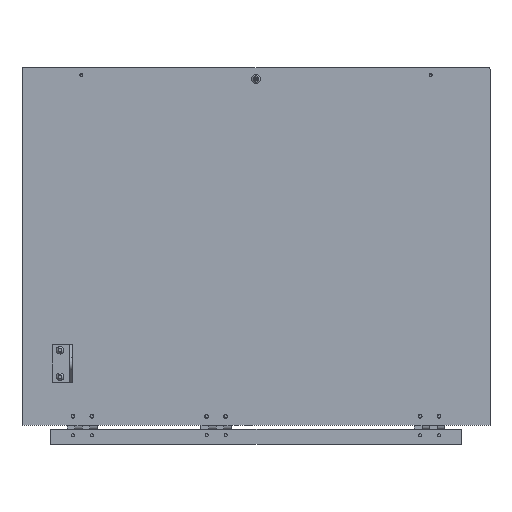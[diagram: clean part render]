
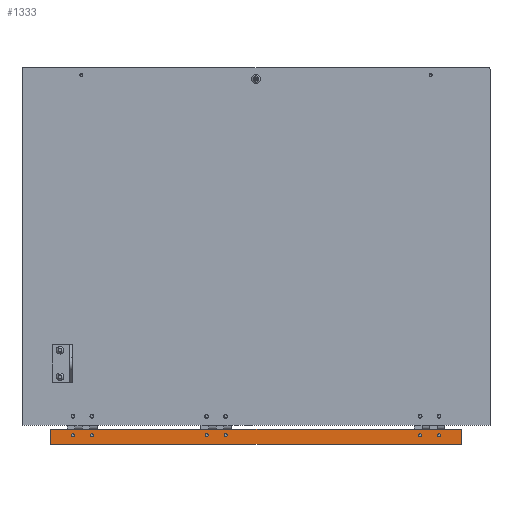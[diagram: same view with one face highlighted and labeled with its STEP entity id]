
A CAD part, front view. The second image highlights one B-rep face of the part: STEP entity #1333.
In plain terms, the highlighted planar face has unit normal (0, -1, 0).
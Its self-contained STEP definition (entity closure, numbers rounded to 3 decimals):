
#1 = CIRCLE ( 'NONE', #8487, 2.1 ) ;
#84 = PLANE ( 'NONE',  #2105 ) ;
#155 = DIRECTION ( 'NONE',  ( 0., 0., -1. ) ) ;
#186 = EDGE_CURVE ( 'NONE', #5160, #3313, #8260, .T. ) ;
#235 = EDGE_CURVE ( 'NONE', #619, #3917, #4474, .T. ) ;
#288 = AXIS2_PLACEMENT_3D ( 'NONE', #3050, #6393, #851 ) ;
#384 = CIRCLE ( 'NONE', #6872, 2.1 ) ;
#437 = CIRCLE ( 'NONE', #288, 2.1 ) ;
#491 = ORIENTED_EDGE ( 'NONE', *, *, #6845, .F. ) ;
#512 = EDGE_CURVE ( 'NONE', #3313, #5160, #384, .T. ) ;
#528 = CARTESIAN_POINT ( 'NONE',  ( 2., -5., 42.1 ) ) ;
#547 = ORIENTED_EDGE ( 'NONE', *, *, #5271, .F. ) ;
#573 = VERTEX_POINT ( 'NONE', #4197 ) ;
#619 = VERTEX_POINT ( 'NONE', #3622 ) ;
#681 = DIRECTION ( 'NONE',  ( 0., -1., 0. ) ) ;
#744 = CIRCLE ( 'NONE', #2181, 2.1 ) ;
#825 = CARTESIAN_POINT ( 'NONE',  ( -10., -5., 270. ) ) ;
#849 = VECTOR ( 'NONE', #3114, 1000. ) ;
#851 = DIRECTION ( 'NONE',  ( 0., 0., -1. ) ) ;
#969 = ORIENTED_EDGE ( 'NONE', *, *, #8390, .F. ) ;
#994 = EDGE_LOOP ( 'NONE', ( #6946, #6748 ) ) ;
#1025 = CARTESIAN_POINT ( 'NONE',  ( 2., -5., -241. ) ) ;
#1147 = CARTESIAN_POINT ( 'NONE',  ( -10., -5., 270. ) ) ;
#1189 = FACE_BOUND ( 'NONE', #1991, .T. ) ;
#1209 = ORIENTED_EDGE ( 'NONE', *, *, #6841, .F. ) ;
#1263 = DIRECTION ( 'NONE',  ( 0., -1., 0. ) ) ;
#1307 = CIRCLE ( 'NONE', #2291, 2.1 ) ;
#1316 = CARTESIAN_POINT ( 'NONE',  ( 2., -5., 37.9 ) ) ;
#1333 = ADVANCED_FACE ( 'NONE', ( #4675, #1479, #1189, #4636, #5312, #6095, #6722 ), #84, .F. ) ;
#1335 = DIRECTION ( 'NONE',  ( 0., 0., -1. ) ) ;
#1436 = CIRCLE ( 'NONE', #8792, 2.1 ) ;
#1466 = DIRECTION ( 'NONE',  ( 0., -1., 0. ) ) ;
#1479 = FACE_BOUND ( 'NONE', #8448, .T. ) ;
#1635 = VERTEX_POINT ( 'NONE', #528 ) ;
#1830 = DIRECTION ( 'NONE',  ( 0., -1., 0. ) ) ;
#1944 = DIRECTION ( 'NONE',  ( 0., 0., 1. ) ) ;
#1982 = CARTESIAN_POINT ( 'NONE',  ( 2., -5., 216. ) ) ;
#1990 = DIRECTION ( 'NONE',  ( 0., 0., -1. ) ) ;
#1991 = EDGE_LOOP ( 'NONE', ( #8386, #969 ) ) ;
#2023 = DIRECTION ( 'NONE',  ( 0., 0., -1. ) ) ;
#2105 = AXIS2_PLACEMENT_3D ( 'NONE', #3919, #3242, #1944 ) ;
#2181 = AXIS2_PLACEMENT_3D ( 'NONE', #5531, #3391, #1335 ) ;
#2252 = CARTESIAN_POINT ( 'NONE',  ( 2., -5., 213.9 ) ) ;
#2291 = AXIS2_PLACEMENT_3D ( 'NONE', #6716, #3283, #8571 ) ;
#2352 = LINE ( 'NONE', #825, #3866 ) ;
#2386 = CARTESIAN_POINT ( 'NONE',  ( 2., -5., -238.9 ) ) ;
#2521 = VERTEX_POINT ( 'NONE', #4988 ) ;
#2583 = VERTEX_POINT ( 'NONE', #3611 ) ;
#2660 = DIRECTION ( 'NONE',  ( 0., 0., -1. ) ) ;
#2990 = ORIENTED_EDGE ( 'NONE', *, *, #6951, .F. ) ;
#2993 = CARTESIAN_POINT ( 'NONE',  ( -10., -5., 270. ) ) ;
#3029 = CIRCLE ( 'NONE', #8223, 2.1 ) ;
#3050 = CARTESIAN_POINT ( 'NONE',  ( 2., -5., 65. ) ) ;
#3114 = DIRECTION ( 'NONE',  ( 0., 0., -1. ) ) ;
#3153 = CARTESIAN_POINT ( 'NONE',  ( 2., -5., -218.1 ) ) ;
#3242 = DIRECTION ( 'NONE',  ( 0., 1., 0. ) ) ;
#3283 = DIRECTION ( 'NONE',  ( 0., -1., 0. ) ) ;
#3313 = VERTEX_POINT ( 'NONE', #5208 ) ;
#3391 = DIRECTION ( 'NONE',  ( 0., -1., 0. ) ) ;
#3410 = CARTESIAN_POINT ( 'NONE',  ( 2., -5., 65. ) ) ;
#3450 = AXIS2_PLACEMENT_3D ( 'NONE', #3410, #4712, #2023 ) ;
#3526 = CARTESIAN_POINT ( 'NONE',  ( 2., -5., -241. ) ) ;
#3611 = CARTESIAN_POINT ( 'NONE',  ( 2., -5., 243.1 ) ) ;
#3622 = CARTESIAN_POINT ( 'NONE',  ( 10., -5., 270. ) ) ;
#3681 = EDGE_LOOP ( 'NONE', ( #1209, #547 ) ) ;
#3732 = AXIS2_PLACEMENT_3D ( 'NONE', #8206, #8291, #1990 ) ;
#3866 = VECTOR ( 'NONE', #8537, 1000. ) ;
#3885 = VERTEX_POINT ( 'NONE', #2993 ) ;
#3907 = ORIENTED_EDGE ( 'NONE', *, *, #235, .F. ) ;
#3917 = VERTEX_POINT ( 'NONE', #7918 ) ;
#3919 = CARTESIAN_POINT ( 'NONE',  ( -10., -5., 270. ) ) ;
#4048 = ORIENTED_EDGE ( 'NONE', *, *, #4884, .F. ) ;
#4079 = AXIS2_PLACEMENT_3D ( 'NONE', #1025, #1830, #4424 ) ;
#4084 = DIRECTION ( 'NONE',  ( 0., 0., -1. ) ) ;
#4197 = CARTESIAN_POINT ( 'NONE',  ( 2., -5., 62.9 ) ) ;
#4233 = CARTESIAN_POINT ( 'NONE',  ( 2., -5., 218.1 ) ) ;
#4265 = VERTEX_POINT ( 'NONE', #4817 ) ;
#4300 = CIRCLE ( 'NONE', #3732, 2.1 ) ;
#4313 = CARTESIAN_POINT ( 'NONE',  ( 2., -5., -216. ) ) ;
#4350 = ORIENTED_EDGE ( 'NONE', *, *, #7241, .F. ) ;
#4424 = DIRECTION ( 'NONE',  ( 0., 0., -1. ) ) ;
#4474 = LINE ( 'NONE', #6562, #8257 ) ;
#4502 = EDGE_CURVE ( 'NONE', #3885, #619, #2352, .T. ) ;
#4621 = EDGE_CURVE ( 'NONE', #3885, #8451, #8628, .T. ) ;
#4636 = FACE_BOUND ( 'NONE', #994, .T. ) ;
#4675 = FACE_BOUND ( 'NONE', #8147, .T. ) ;
#4712 = DIRECTION ( 'NONE',  ( 0., -1., 0. ) ) ;
#4798 = DIRECTION ( 'NONE',  ( 0., -1., 0. ) ) ;
#4817 = CARTESIAN_POINT ( 'NONE',  ( 2., -5., 67.1 ) ) ;
#4884 = EDGE_CURVE ( 'NONE', #7442, #5119, #1436, .T. ) ;
#4988 = CARTESIAN_POINT ( 'NONE',  ( 2., -5., 238.9 ) ) ;
#5015 = CIRCLE ( 'NONE', #6478, 2.1 ) ;
#5019 = VERTEX_POINT ( 'NONE', #2252 ) ;
#5119 = VERTEX_POINT ( 'NONE', #3153 ) ;
#5155 = EDGE_CURVE ( 'NONE', #5019, #8407, #1307, .T. ) ;
#5160 = VERTEX_POINT ( 'NONE', #2386 ) ;
#5208 = CARTESIAN_POINT ( 'NONE',  ( 2., -5., -243.1 ) ) ;
#5271 = EDGE_CURVE ( 'NONE', #1635, #6857, #1, .T. ) ;
#5312 = FACE_BOUND ( 'NONE', #3681, .T. ) ;
#5373 = CARTESIAN_POINT ( 'NONE',  ( 2., -5., -213.9 ) ) ;
#5476 = VECTOR ( 'NONE', #7680, 1000. ) ;
#5480 = DIRECTION ( 'NONE',  ( 0., 0., -1. ) ) ;
#5524 = CARTESIAN_POINT ( 'NONE',  ( 2., -5., 40. ) ) ;
#5531 = CARTESIAN_POINT ( 'NONE',  ( 2., -5., 241. ) ) ;
#5935 = ORIENTED_EDGE ( 'NONE', *, *, #5155, .F. ) ;
#6095 = FACE_BOUND ( 'NONE', #8068, .T. ) ;
#6152 = CARTESIAN_POINT ( 'NONE',  ( -10., -5., -270. ) ) ;
#6259 = ORIENTED_EDGE ( 'NONE', *, *, #4502, .F. ) ;
#6276 = LINE ( 'NONE', #7507, #5476 ) ;
#6393 = DIRECTION ( 'NONE',  ( 0., -1., 0. ) ) ;
#6478 = AXIS2_PLACEMENT_3D ( 'NONE', #5524, #681, #2660 ) ;
#6562 = CARTESIAN_POINT ( 'NONE',  ( 10., -5., 270. ) ) ;
#6611 = DIRECTION ( 'NONE',  ( 0., 0., -1. ) ) ;
#6612 = ORIENTED_EDGE ( 'NONE', *, *, #7229, .F. ) ;
#6677 = ORIENTED_EDGE ( 'NONE', *, *, #4621, .T. ) ;
#6716 = CARTESIAN_POINT ( 'NONE',  ( 2., -5., 216. ) ) ;
#6722 = FACE_OUTER_BOUND ( 'NONE', #7345, .T. ) ;
#6748 = ORIENTED_EDGE ( 'NONE', *, *, #186, .F. ) ;
#6841 = EDGE_CURVE ( 'NONE', #6857, #1635, #5015, .T. ) ;
#6845 = EDGE_CURVE ( 'NONE', #5119, #7442, #4300, .T. ) ;
#6857 = VERTEX_POINT ( 'NONE', #1316 ) ;
#6872 = AXIS2_PLACEMENT_3D ( 'NONE', #3526, #1466, #155 ) ;
#6946 = ORIENTED_EDGE ( 'NONE', *, *, #512, .F. ) ;
#6951 = EDGE_CURVE ( 'NONE', #573, #4265, #437, .T. ) ;
#7165 = DIRECTION ( 'NONE',  ( 0., 0., -1. ) ) ;
#7192 = CIRCLE ( 'NONE', #3450, 2.1 ) ;
#7196 = AXIS2_PLACEMENT_3D ( 'NONE', #1982, #1263, #4084 ) ;
#7229 = EDGE_CURVE ( 'NONE', #8407, #5019, #7488, .T. ) ;
#7241 = EDGE_CURVE ( 'NONE', #4265, #573, #7192, .T. ) ;
#7345 = EDGE_LOOP ( 'NONE', ( #8157, #3907, #6259, #6677 ) ) ;
#7442 = VERTEX_POINT ( 'NONE', #5373 ) ;
#7488 = CIRCLE ( 'NONE', #7196, 2.1 ) ;
#7507 = CARTESIAN_POINT ( 'NONE',  ( -10., -5., -270. ) ) ;
#7680 = DIRECTION ( 'NONE',  ( 1., 0., 0. ) ) ;
#7846 = DIRECTION ( 'NONE',  ( 0., -1., 0. ) ) ;
#7918 = CARTESIAN_POINT ( 'NONE',  ( 10., -5., -270. ) ) ;
#8068 = EDGE_LOOP ( 'NONE', ( #2990, #4350 ) ) ;
#8082 = EDGE_CURVE ( 'NONE', #2521, #2583, #3029, .T. ) ;
#8147 = EDGE_LOOP ( 'NONE', ( #5935, #6612 ) ) ;
#8157 = ORIENTED_EDGE ( 'NONE', *, *, #8353, .T. ) ;
#8206 = CARTESIAN_POINT ( 'NONE',  ( 2., -5., -216. ) ) ;
#8223 = AXIS2_PLACEMENT_3D ( 'NONE', #8640, #8501, #8548 ) ;
#8257 = VECTOR ( 'NONE', #6611, 1000. ) ;
#8260 = CIRCLE ( 'NONE', #4079, 2.1 ) ;
#8291 = DIRECTION ( 'NONE',  ( 0., -1., 0. ) ) ;
#8353 = EDGE_CURVE ( 'NONE', #8451, #3917, #6276, .T. ) ;
#8386 = ORIENTED_EDGE ( 'NONE', *, *, #8082, .F. ) ;
#8390 = EDGE_CURVE ( 'NONE', #2583, #2521, #744, .T. ) ;
#8407 = VERTEX_POINT ( 'NONE', #4233 ) ;
#8448 = EDGE_LOOP ( 'NONE', ( #491, #4048 ) ) ;
#8451 = VERTEX_POINT ( 'NONE', #6152 ) ;
#8487 = AXIS2_PLACEMENT_3D ( 'NONE', #8891, #4798, #5480 ) ;
#8501 = DIRECTION ( 'NONE',  ( 0., -1., 0. ) ) ;
#8537 = DIRECTION ( 'NONE',  ( 1., 0., 0. ) ) ;
#8548 = DIRECTION ( 'NONE',  ( 0., 0., -1. ) ) ;
#8571 = DIRECTION ( 'NONE',  ( 0., 0., -1. ) ) ;
#8628 = LINE ( 'NONE', #1147, #849 ) ;
#8640 = CARTESIAN_POINT ( 'NONE',  ( 2., -5., 241. ) ) ;
#8792 = AXIS2_PLACEMENT_3D ( 'NONE', #4313, #7846, #7165 ) ;
#8891 = CARTESIAN_POINT ( 'NONE',  ( 2., -5., 40. ) ) ;
